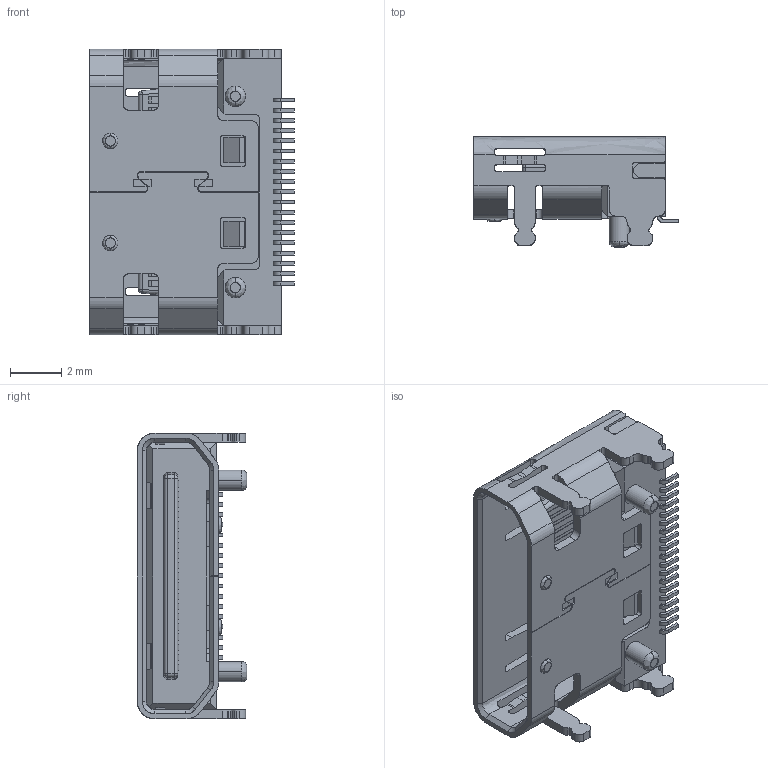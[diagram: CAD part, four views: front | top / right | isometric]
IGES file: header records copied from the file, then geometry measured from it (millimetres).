
Start section: SolidWorks IGES file using analytic representation for surfaces
Global section: file name: 2H2001-1-2-21-00-BK.igs; native system: SolidWorks 2012; preprocessor: SolidWorks 2012; author: Administrator; date: 180911.140422; units: millimetre
Bounding box: 8 x 4.3 x 11.2 mm (x, y, z)
Surface area: 579.6 mm2 (no closed solid volume)
Topology: 0 solids, 0 shells, 706 faces, 5361 edges, 5361 vertices
Faces by surface type: bspline 437, revolution 269
